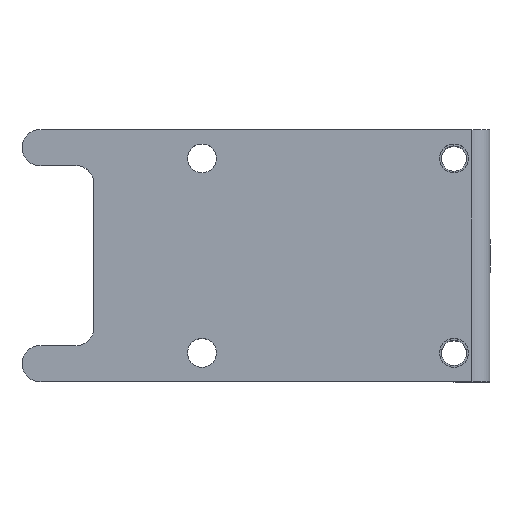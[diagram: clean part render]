
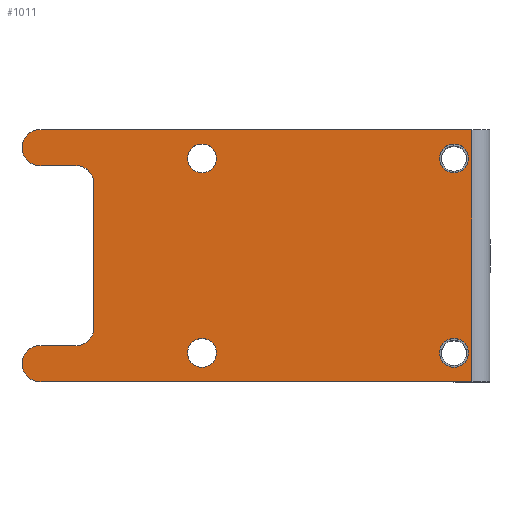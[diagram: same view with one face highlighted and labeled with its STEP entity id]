
A CAD part, top view. The second image highlights one B-rep face of the part: STEP entity #1011.
In plain terms, the highlighted planar face has unit normal (0, 0, 1).
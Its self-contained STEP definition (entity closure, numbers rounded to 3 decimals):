
#21=FACE_BOUND('',#150,.T.);
#22=FACE_BOUND('',#151,.T.);
#23=FACE_BOUND('',#152,.T.);
#24=FACE_BOUND('',#153,.T.);
#47=PLANE('',#1106);
#88=FACE_OUTER_BOUND('',#149,.T.);
#149=EDGE_LOOP('',(#789,#790,#791,#792,#793,#794,#795,#796,#797,#798));
#150=EDGE_LOOP('',(#799));
#151=EDGE_LOOP('',(#800));
#152=EDGE_LOOP('',(#801));
#153=EDGE_LOOP('',(#802));
#241=LINE('',#1608,#337);
#250=LINE('',#1626,#346);
#251=LINE('',#1632,#347);
#252=LINE('',#1636,#348);
#253=LINE('',#1640,#349);
#254=LINE('',#1642,#350);
#337=VECTOR('',#1295,10.);
#346=VECTOR('',#1308,10.);
#347=VECTOR('',#1315,10.);
#348=VECTOR('',#1318,10.);
#349=VECTOR('',#1321,10.);
#350=VECTOR('',#1324,10.);
#391=CIRCLE('',#1061,2.);
#416=CIRCLE('',#1107,2.5);
#417=CIRCLE('',#1108,2.5);
#418=CIRCLE('',#1109,2.5);
#419=CIRCLE('',#1110,2.5);
#420=CIRCLE('',#1111,2.);
#421=CIRCLE('',#1112,2.);
#422=CIRCLE('',#1113,2.);
#439=VERTEX_POINT('',#1470);
#490=VERTEX_POINT('',#1605);
#491=VERTEX_POINT('',#1607);
#497=VERTEX_POINT('',#1623);
#498=VERTEX_POINT('',#1625);
#499=VERTEX_POINT('',#1629);
#500=VERTEX_POINT('',#1631);
#501=VERTEX_POINT('',#1633);
#502=VERTEX_POINT('',#1635);
#503=VERTEX_POINT('',#1637);
#504=VERTEX_POINT('',#1639);
#505=VERTEX_POINT('',#1643);
#506=VERTEX_POINT('',#1645);
#507=VERTEX_POINT('',#1647);
#536=EDGE_CURVE('',#439,#439,#391,.T.);
#602=EDGE_CURVE('',#491,#490,#241,.T.);
#611=EDGE_CURVE('',#498,#497,#250,.T.);
#613=EDGE_CURVE('',#499,#497,#416,.T.);
#614=EDGE_CURVE('',#499,#500,#251,.T.);
#615=EDGE_CURVE('',#501,#500,#417,.T.);
#616=EDGE_CURVE('',#501,#502,#252,.T.);
#617=EDGE_CURVE('',#503,#502,#418,.T.);
#618=EDGE_CURVE('',#503,#504,#253,.T.);
#619=EDGE_CURVE('',#491,#504,#419,.T.);
#620=EDGE_CURVE('',#498,#490,#254,.T.);
#621=EDGE_CURVE('',#505,#505,#420,.T.);
#622=EDGE_CURVE('',#506,#506,#421,.T.);
#623=EDGE_CURVE('',#507,#507,#422,.T.);
#789=ORIENTED_EDGE('',*,*,#613,.F.);
#790=ORIENTED_EDGE('',*,*,#614,.T.);
#791=ORIENTED_EDGE('',*,*,#615,.F.);
#792=ORIENTED_EDGE('',*,*,#616,.T.);
#793=ORIENTED_EDGE('',*,*,#617,.F.);
#794=ORIENTED_EDGE('',*,*,#618,.T.);
#795=ORIENTED_EDGE('',*,*,#619,.F.);
#796=ORIENTED_EDGE('',*,*,#602,.T.);
#797=ORIENTED_EDGE('',*,*,#620,.F.);
#798=ORIENTED_EDGE('',*,*,#611,.T.);
#799=ORIENTED_EDGE('',*,*,#536,.T.);
#800=ORIENTED_EDGE('',*,*,#621,.T.);
#801=ORIENTED_EDGE('',*,*,#622,.T.);
#802=ORIENTED_EDGE('',*,*,#623,.T.);
#1011=ADVANCED_FACE('',(#88,#21,#22,#23,#24),#47,.T.);
#1061=AXIS2_PLACEMENT_3D('',#1472,#1169,#1170);
#1106=AXIS2_PLACEMENT_3D('',#1628,#1311,#1312);
#1107=AXIS2_PLACEMENT_3D('',#1630,#1313,#1314);
#1108=AXIS2_PLACEMENT_3D('',#1634,#1316,#1317);
#1109=AXIS2_PLACEMENT_3D('',#1638,#1319,#1320);
#1110=AXIS2_PLACEMENT_3D('',#1641,#1322,#1323);
#1111=AXIS2_PLACEMENT_3D('',#1644,#1325,#1326);
#1112=AXIS2_PLACEMENT_3D('',#1646,#1327,#1328);
#1113=AXIS2_PLACEMENT_3D('',#1648,#1329,#1330);
#1169=DIRECTION('center_axis',(0.,0.,-1.));
#1170=DIRECTION('ref_axis',(1.,0.,0.));
#1295=DIRECTION('',(1.,0.,0.));
#1308=DIRECTION('',(-1.,0.,0.));
#1311=DIRECTION('center_axis',(0.,0.,1.));
#1312=DIRECTION('ref_axis',(1.,0.,0.));
#1313=DIRECTION('center_axis',(0.,0.,-1.));
#1314=DIRECTION('ref_axis',(-0.707,-0.707,0.));
#1315=DIRECTION('',(1.,0.,0.));
#1316=DIRECTION('center_axis',(0.,0.,1.));
#1317=DIRECTION('ref_axis',(0.707,0.707,0.));
#1318=DIRECTION('',(0.,-1.,0.));
#1319=DIRECTION('center_axis',(0.,0.,1.));
#1320=DIRECTION('ref_axis',(0.707,-0.707,0.));
#1321=DIRECTION('',(-1.,0.,0.));
#1322=DIRECTION('center_axis',(0.,0.,-1.));
#1323=DIRECTION('ref_axis',(-0.707,-0.707,0.));
#1324=DIRECTION('',(0.,-1.,0.));
#1325=DIRECTION('center_axis',(0.,0.,-1.));
#1326=DIRECTION('ref_axis',(-1.,0.,0.));
#1327=DIRECTION('center_axis',(0.,0.,-1.));
#1328=DIRECTION('ref_axis',(-1.,0.,0.));
#1329=DIRECTION('center_axis',(0.,0.,-1.));
#1330=DIRECTION('ref_axis',(-1.,0.,0.));
#1470=CARTESIAN_POINT('',(-18.59,18.722,5.));
#1472=CARTESIAN_POINT('Origin',(-16.59,18.722,5.));
#1605=CARTESIAN_POINT('',(20.91,-12.278,5.));
#1607=CARTESIAN_POINT('',(-39.09,-12.278,5.));
#1608=CARTESIAN_POINT('',(-31.59,-12.278,5.));
#1623=CARTESIAN_POINT('',(-39.09,22.722,5.));
#1625=CARTESIAN_POINT('',(20.91,22.722,5.));
#1626=CARTESIAN_POINT('',(18.41,22.722,5.));
#1628=CARTESIAN_POINT('Origin',(-9.09,5.222,5.));
#1629=CARTESIAN_POINT('',(-39.09,17.722,5.));
#1630=CARTESIAN_POINT('Origin',(-39.09,20.222,5.));
#1631=CARTESIAN_POINT('',(-34.09,17.722,5.));
#1632=CARTESIAN_POINT('',(-41.59,17.722,5.));
#1633=CARTESIAN_POINT('',(-31.59,15.222,5.));
#1634=CARTESIAN_POINT('Origin',(-34.09,15.222,5.));
#1635=CARTESIAN_POINT('',(-31.59,-4.778,5.));
#1636=CARTESIAN_POINT('',(-31.59,-12.278,5.));
#1637=CARTESIAN_POINT('',(-34.09,-7.278,5.));
#1638=CARTESIAN_POINT('Origin',(-34.09,-4.778,5.));
#1639=CARTESIAN_POINT('',(-39.09,-7.278,5.));
#1640=CARTESIAN_POINT('',(-41.59,-7.278,5.));
#1641=CARTESIAN_POINT('Origin',(-39.09,-9.778,5.));
#1642=CARTESIAN_POINT('',(20.91,-3.528,5.));
#1643=CARTESIAN_POINT('',(-14.59,-8.278,5.));
#1644=CARTESIAN_POINT('Origin',(-16.59,-8.278,5.));
#1645=CARTESIAN_POINT('',(20.41,18.722,5.));
#1646=CARTESIAN_POINT('Origin',(18.41,18.722,5.));
#1647=CARTESIAN_POINT('',(20.41,-8.278,5.));
#1648=CARTESIAN_POINT('Origin',(18.41,-8.278,5.));
